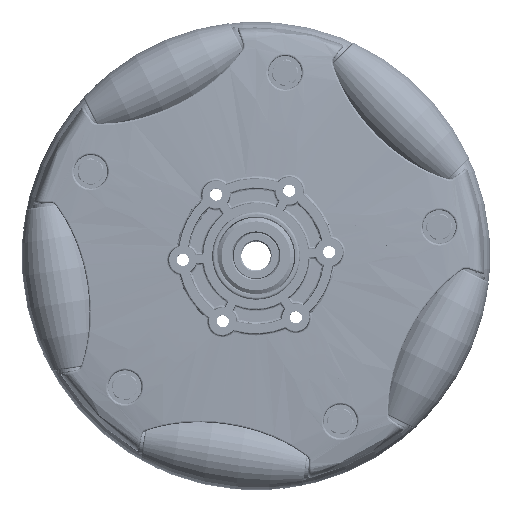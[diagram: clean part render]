
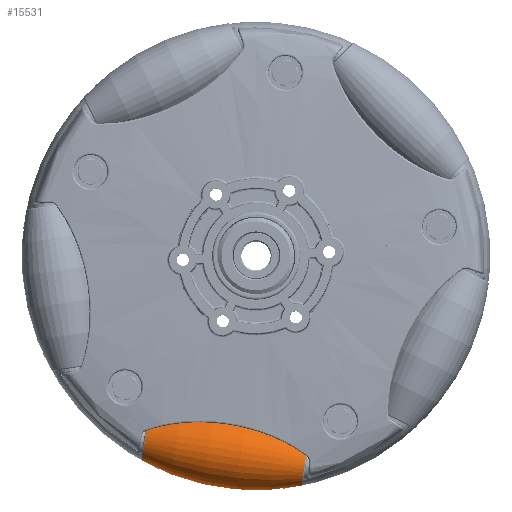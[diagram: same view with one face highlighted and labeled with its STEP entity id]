
A CAD part, top view. The second image highlights one B-rep face of the part: STEP entity #15531.
In plain terms, the highlighted toroidal (fillet/blend) face has major radius 64.77 mm and minor radius 76.2 mm.
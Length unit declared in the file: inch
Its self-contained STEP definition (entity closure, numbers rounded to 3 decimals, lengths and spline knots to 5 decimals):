
#524 = CARTESIAN_POINT ( 'NONE',  ( 2.72231, 1.26056, 0. ) ) ;
#2987 = VERTEX_POINT ( 'NONE', #71957 ) ;
#3312 = TOROIDAL_SURFACE ( 'NONE', #73072, -2.55, 3. ) ;
#4243 = AXIS2_PLACEMENT_3D ( 'NONE', #79638, #42792, #5975 ) ;
#5975 = DIRECTION ( 'NONE',  ( 0.707, 0.707, 0. ) ) ;
#6110 = AXIS2_PLACEMENT_3D ( 'NONE', #52688, #15749, #58935 ) ;
#8957 = DIRECTION ( 'NONE',  ( -0.707, 0.707, 0. ) ) ;
#11244 = DIRECTION ( 'NONE',  ( -0.707, -0.707, 0. ) ) ;
#15531 = ADVANCED_FACE ( 'NONE', ( #52424 ), #3312, .T. ) ;
#15749 = DIRECTION ( 'NONE',  ( 0., 0., -1. ) ) ;
#17112 = CARTESIAN_POINT ( 'NONE',  ( 1.80312, 1.80312, 0. ) ) ;
#21037 = CIRCLE ( 'NONE', #72932, 0.26632 ) ;
#24654 = CARTESIAN_POINT ( 'NONE',  ( 1.26056, 2.72231, 0. ) ) ;
#32751 = VERTEX_POINT ( 'NONE', #24654 ) ;
#34978 = DIRECTION ( 'NONE',  ( 0., 0., 1. ) ) ;
#37373 = CIRCLE ( 'NONE', #38985, 3. ) ;
#37568 = ORIENTED_EDGE ( 'NONE', *, *, #43030, .T. ) ;
#38985 = AXIS2_PLACEMENT_3D ( 'NONE', #71888, #34978, #78055 ) ;
#42792 = DIRECTION ( 'NONE',  ( 0.707, -0.707, 0. ) ) ;
#43030 = EDGE_CURVE ( 'NONE', #2987, #67030, #21037, .T. ) ;
#44909 = ORIENTED_EDGE ( 'NONE', *, *, #68339, .T. ) ;
#45777 = CARTESIAN_POINT ( 'NONE',  ( 2.534, 1.07225, 0. ) ) ;
#47628 = EDGE_CURVE ( 'NONE', #2987, #59667, #72734, .T. ) ;
#52008 = DIRECTION ( 'NONE',  ( -0.707, -0.707, 0. ) ) ;
#52424 = FACE_OUTER_BOUND ( 'NONE', #57661, .T. ) ;
#52688 = CARTESIAN_POINT ( 'NONE',  ( 3.60624, 3.60624, 0. ) ) ;
#53550 = DIRECTION ( 'NONE',  ( -0.707, 0.707, 0. ) ) ;
#56395 = CIRCLE ( 'NONE', #4243, 0.26632 ) ;
#57661 = EDGE_LOOP ( 'NONE', ( #37568, #44909, #58401, #61656 ) ) ;
#58401 = ORIENTED_EDGE ( 'NONE', *, *, #62716, .T. ) ;
#58935 = DIRECTION ( 'NONE',  ( -1., 0., 0. ) ) ;
#59667 = VERTEX_POINT ( 'NONE', #64712 ) ;
#61656 = ORIENTED_EDGE ( 'NONE', *, *, #47628, .F. ) ;
#62716 = EDGE_CURVE ( 'NONE', #32751, #59667, #56395, .T. ) ;
#64712 = CARTESIAN_POINT ( 'NONE',  ( 0.88393, 2.34568, 0. ) ) ;
#67030 = VERTEX_POINT ( 'NONE', #524 ) ;
#68339 = EDGE_CURVE ( 'NONE', #67030, #32751, #37373, .T. ) ;
#71888 = CARTESIAN_POINT ( 'NONE',  ( 0., 0., 0. ) ) ;
#71957 = CARTESIAN_POINT ( 'NONE',  ( 2.34568, 0.88393, 0. ) ) ;
#72734 = CIRCLE ( 'NONE', #6110, 3. ) ;
#72932 = AXIS2_PLACEMENT_3D ( 'NONE', #45777, #8957, #52008 ) ;
#73072 = AXIS2_PLACEMENT_3D ( 'NONE', #17112, #53550, #11244 ) ;
#78055 = DIRECTION ( 'NONE',  ( 1., 0., 0. ) ) ;
#79638 = CARTESIAN_POINT ( 'NONE',  ( 1.07225, 2.534, 0. ) ) ;
